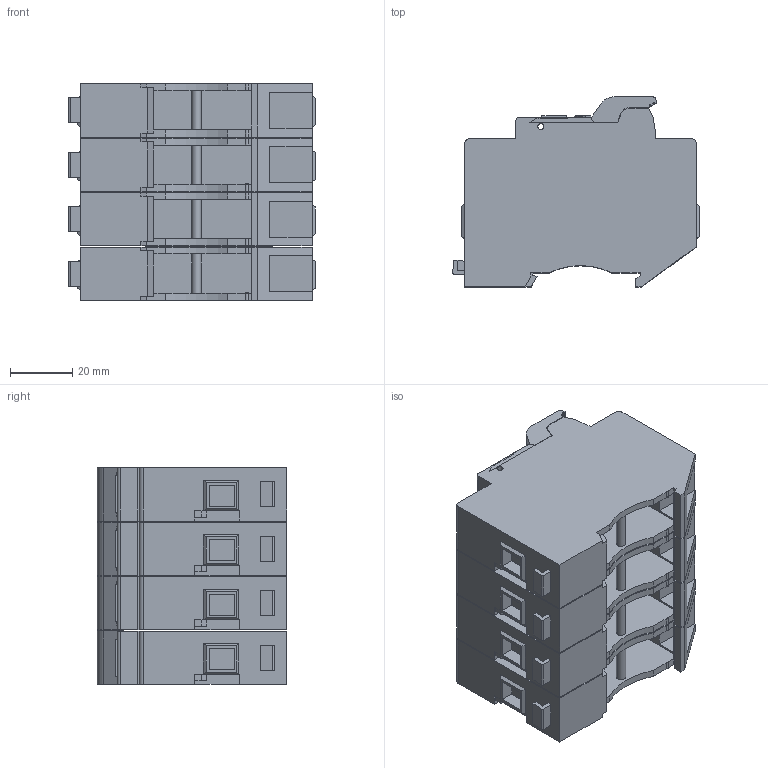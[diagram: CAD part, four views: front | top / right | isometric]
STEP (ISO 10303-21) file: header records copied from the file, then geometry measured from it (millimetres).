
FILE_DESCRIPTION((''),'2;1');
FILE_NAME('DF83NV_3D-SIMPLIFIED_ASM','2018-06-26T',('melanie.cordero'),(''),'PRO/ENGINEER BY PARAMETRIC TECHNOLOGY CORPORATION, 2014090','PRO/ENGINEER BY PARAMETRIC TECHNOLOGY CORPORATION, 2014090','');
FILE_SCHEMA(('CONFIG_CONTROL_DESIGN'));
Products named in the file (34): CORPS_3; MANIFOLD_SOLID_BREP_4378; MANIFOLD_SOLID_BREP_4866; VIS_1_ASM; MANETTE_2; REPERE_1; SIMPL_ASM_2_ASM; SIM_ASM_1_ASM; DF10N_3D-SIMPLIFIED_ASM; PRT1459; MANIFOLD_SOLID_BREP_4374; MANIFOLD_SOLID_BREP_4862; ASM0533_ASM; MANETTE_1; PRT1460; SIMPL_ASM_1_ASM; DF81_3D-SIMPLIFIED_ASM; PRT1461; PRT1462; PRT1463; ASM0536_ASM; PRT1464; PRT1465; ASM0535_ASM; ASM0534_ASM; PRT1466; PRT1467; PRT1468; ASM0539_ASM; PRT1469; PRT1470; ASM0538_ASM; ASM0537_ASM; DF83NV_3D-SIMPLIFIED_ASM
Assembly tree (33 placements, depth 6):
  DF83NV_3D-SIMPLIFIED_ASM
    DF10N_3D-SIMPLIFIED_ASM
      SIM_ASM_1_ASM
        SIMPL_ASM_2_ASM
          CORPS_3
          VIS_1_ASM
            MANIFOLD_SOLID_BREP_4378
            MANIFOLD_SOLID_BREP_4866
          MANETTE_2
          REPERE_1
    DF81_3D-SIMPLIFIED_ASM
      SIMPL_ASM_1_ASM
        PRT1459
        ASM0533_ASM
          MANIFOLD_SOLID_BREP_4374
          MANIFOLD_SOLID_BREP_4862
        MANETTE_1
        PRT1460
    ASM0534_ASM
      ASM0535_ASM
        PRT1461
        ASM0536_ASM
          PRT1462
          PRT1463
        PRT1464
        PRT1465
    ASM0537_ASM
      ASM0538_ASM
        PRT1466
        ASM0539_ASM
          PRT1467
          PRT1468
        PRT1469
        PRT1470
Bounding box: 79.26 x 61.06 x 69.7 mm (x, y, z)
Volume: 211915.3 mm3; surface area: 69154.6 mm2
Topology: 20 solids, 20 shells, 824 faces, 2270 edges, 1508 vertices
Faces by surface type: plane 650, cylinder 134, extrusion 40
Entity records: 27473 total; most frequent: CARTESIAN_POINT 5490, ORIENTED_EDGE 4540, DIRECTION 4286, EDGE_CURVE 2270, VECTOR 1902, LINE 1862, VERTEX_POINT 1508, AXIS2_PLACEMENT_3D 1192
